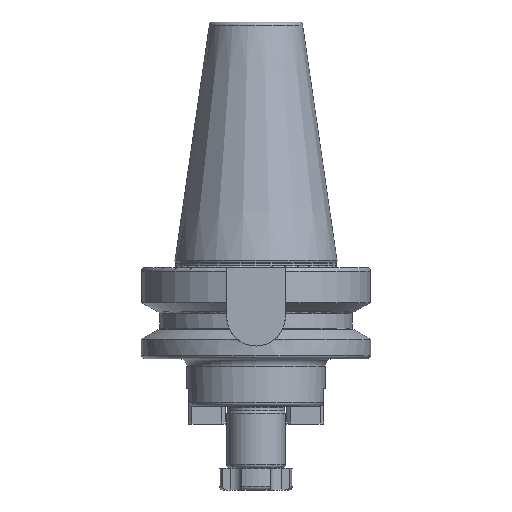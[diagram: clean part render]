
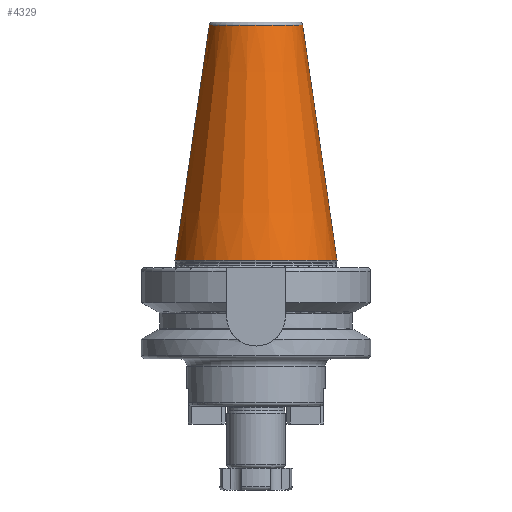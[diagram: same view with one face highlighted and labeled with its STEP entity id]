
A CAD part, left-side view. The second image highlights one B-rep face of the part: STEP entity #4329.
In plain terms, the highlighted conical face has half-angle 8.297 degrees and reference radius 17.519 mm.
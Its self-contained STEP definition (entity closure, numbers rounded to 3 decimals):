
#1446=CARTESIAN_POINT('',(0,0,91.544));
#1447=DIRECTION('',(0,0,1));
#1448=DIRECTION('',(0,1,0));
#1449=AXIS2_PLACEMENT_3D('',#1446,#1447,#1448);
#1451=DIRECTION('',(0.,0.144,0.99));
#1452=VECTOR('',#1451,65.227);
#1453=CARTESIAN_POINT('',(0,-22.225,27));
#1454=LINE('',#1453,#1452);
#1455=CARTESIAN_POINT('',(0,0,27));
#1456=DIRECTION('',(0,0,1));
#1457=DIRECTION('',(0,1,0));
#1458=AXIS2_PLACEMENT_3D('',#1455,#1456,#1457);
#1460=DIRECTION('',(0.,-0.144,0.99));
#1461=VECTOR('',#1460,65.227);
#1462=CARTESIAN_POINT('',(0,22.225,27));
#1463=LINE('',#1462,#1461);
#2222=CARTESIAN_POINT('',(0,22.225,27));
#2224=VERTEX_POINT('',#2222);
#2238=CARTESIAN_POINT('',(0,-22.225,27));
#2240=VERTEX_POINT('',#2238);
#2265=CARTESIAN_POINT('',(0,12.812,91.544));
#2266=CARTESIAN_POINT('',(0,-12.812,91.544));
#2267=VERTEX_POINT('',#2265);
#2268=VERTEX_POINT('',#2266);
#4315=CARTESIAN_POINT('',(0,0,59.272));
#4316=DIRECTION('',(0,0,-1));
#4317=DIRECTION('',(0,-1,0));
#4318=AXIS2_PLACEMENT_3D('',#4315,#4316,#4317);
#4319=CONICAL_SURFACE('',#4318,17.519,8.297);
#4321=ORIENTED_EDGE('',*,*,#4320,.T.);
#4323=ORIENTED_EDGE('',*,*,#4322,.F.);
#4324=ORIENTED_EDGE('',*,*,#4308,.F.);
#4326=ORIENTED_EDGE('',*,*,#4325,.T.);
#4327=EDGE_LOOP('',(#4321,#4323,#4324,#4326));
#4328=FACE_OUTER_BOUND('',#4327,.F.);
#4329=ADVANCED_FACE('',(#4328),#4319,.T.);
#1450=CIRCLE('',#1449,12.812);
#1459=CIRCLE('',#1458,22.225);
#4308=EDGE_CURVE('',#2224,#2240,#1459,.T.);
#4320=EDGE_CURVE('',#2267,#2268,#1450,.T.);
#4322=EDGE_CURVE('',#2240,#2268,#1454,.T.);
#4325=EDGE_CURVE('',#2224,#2267,#1463,.T.);
